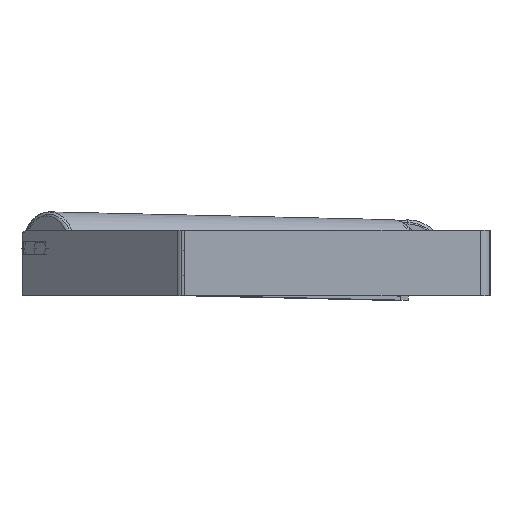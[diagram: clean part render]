
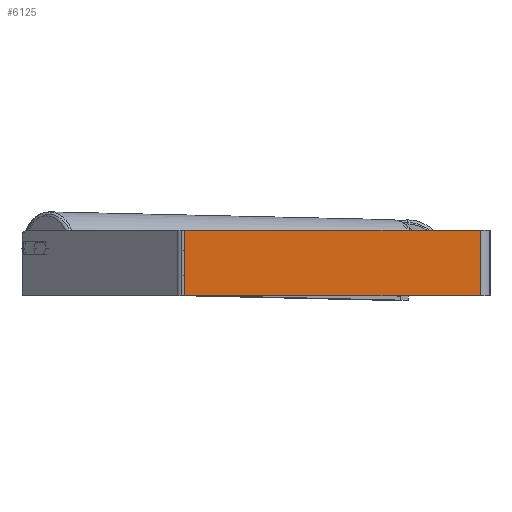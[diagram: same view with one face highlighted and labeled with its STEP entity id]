
A CAD part, left-side view. The second image highlights one B-rep face of the part: STEP entity #6125.
In plain terms, the highlighted planar face has unit normal (-1, 0, 0).
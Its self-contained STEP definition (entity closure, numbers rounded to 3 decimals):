
#156 = CARTESIAN_POINT ( 'NONE',  ( -945., 371.156, 40. ) ) ;
#402 = VERTEX_POINT ( 'NONE', #156 ) ;
#414 = EDGE_CURVE ( 'NONE', #402, #1464, #2957, .T. ) ;
#1073 = VERTEX_POINT ( 'NONE', #4884 ) ;
#1464 = VERTEX_POINT ( 'NONE', #3493 ) ;
#1720 = DIRECTION ( 'NONE',  ( 0., 0., -1. ) ) ;
#2163 = CARTESIAN_POINT ( 'NONE',  ( -945., 376.126, -40. ) ) ;
#2403 = EDGE_CURVE ( 'NONE', #1464, #9188, #8124, .T. ) ;
#2743 = ORIENTED_EDGE ( 'NONE', *, *, #414, .T. ) ;
#2844 = LINE ( 'NONE', #9206, #8029 ) ;
#2957 = LINE ( 'NONE', #8753, #6168 ) ;
#3107 = ORIENTED_EDGE ( 'NONE', *, *, #3362, .F. ) ;
#3160 = PLANE ( 'NONE',  #3364 ) ;
#3334 = ORIENTED_EDGE ( 'NONE', *, *, #2403, .T. ) ;
#3362 = EDGE_CURVE ( 'NONE', #1073, #9188, #2844, .T. ) ;
#3364 = AXIS2_PLACEMENT_3D ( 'NONE', #6050, #8952, #1720 ) ;
#3493 = CARTESIAN_POINT ( 'NONE',  ( -945., 371.156, -40. ) ) ;
#4401 = DIRECTION ( 'NONE',  ( 0., 0., -1. ) ) ;
#4423 = DIRECTION ( 'NONE',  ( 0., -1., 0. ) ) ;
#4634 = FACE_OUTER_BOUND ( 'NONE', #7134, .T. ) ;
#4884 = CARTESIAN_POINT ( 'NONE',  ( -945., 12., 40. ) ) ;
#5679 = LINE ( 'NONE', #7189, #5943 ) ;
#5770 = CARTESIAN_POINT ( 'NONE',  ( -945., 12., -40. ) ) ;
#5943 = VECTOR ( 'NONE', #8669, 1000. ) ;
#6050 = CARTESIAN_POINT ( 'NONE',  ( -945., 376.126, 40. ) ) ;
#6125 = ADVANCED_FACE ( 'NONE', ( #4634 ), #3160, .F. ) ;
#6168 = VECTOR ( 'NONE', #4401, 1000. ) ;
#6360 = DIRECTION ( 'NONE',  ( 0., 0., -1. ) ) ;
#6367 = EDGE_CURVE ( 'NONE', #402, #1073, #5679, .T. ) ;
#7134 = EDGE_LOOP ( 'NONE', ( #3334, #3107, #8692, #2743 ) ) ;
#7189 = CARTESIAN_POINT ( 'NONE',  ( -945., 376.126, 40. ) ) ;
#8029 = VECTOR ( 'NONE', #6360, 1000. ) ;
#8124 = LINE ( 'NONE', #2163, #9212 ) ;
#8669 = DIRECTION ( 'NONE',  ( 0., -1., 0. ) ) ;
#8692 = ORIENTED_EDGE ( 'NONE', *, *, #6367, .F. ) ;
#8753 = CARTESIAN_POINT ( 'NONE',  ( -945., 371.156, 40. ) ) ;
#8952 = DIRECTION ( 'NONE',  ( 1., 0., 0. ) ) ;
#9188 = VERTEX_POINT ( 'NONE', #5770 ) ;
#9206 = CARTESIAN_POINT ( 'NONE',  ( -945., 12., 40. ) ) ;
#9212 = VECTOR ( 'NONE', #4423, 1000. ) ;
